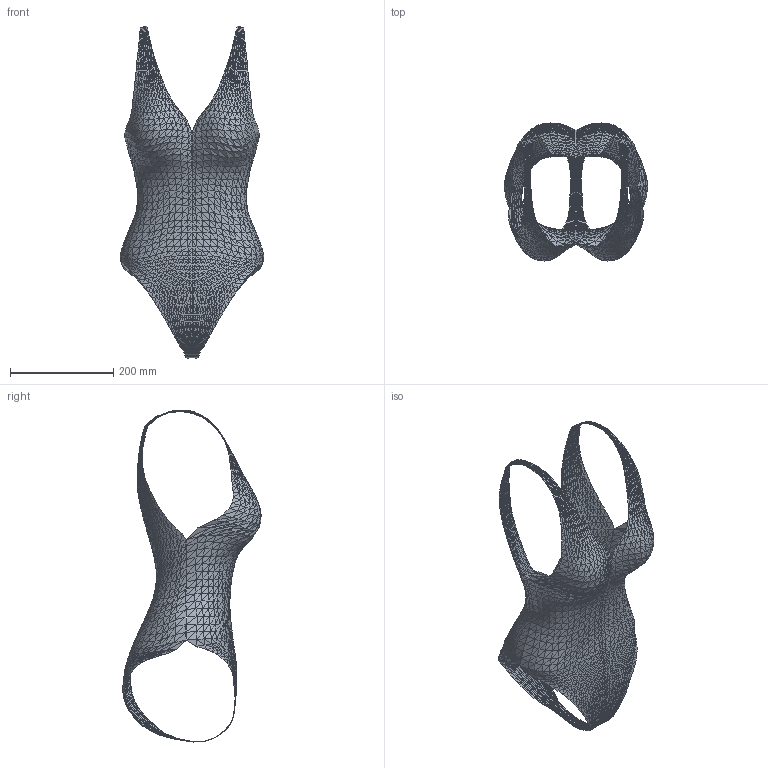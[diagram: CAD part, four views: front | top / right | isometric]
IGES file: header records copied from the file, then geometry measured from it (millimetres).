
Start section: TurboCAD v10.0
Global section: author: NULL; organization: NULL; date: 20070918.213059; units: inch
Bounding box: 278.1 x 267.55 x 642.24 mm (x, y, z)
Surface area: 272415.3 mm2 (no closed solid volume)
Topology: 0 solids, 0 shells, 6240 faces, 18720 edges, 18720 vertices
Faces by surface type: extrusion 6240
